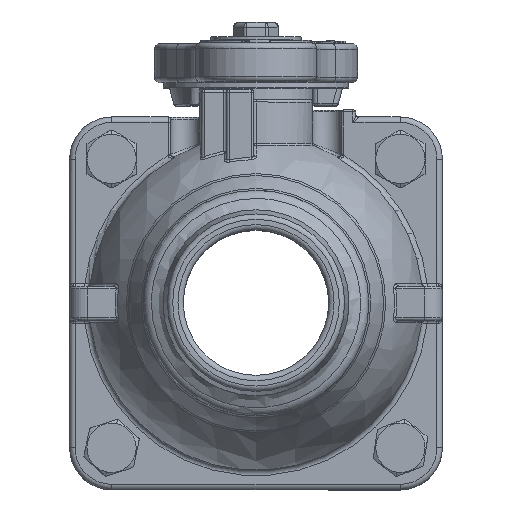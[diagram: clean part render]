
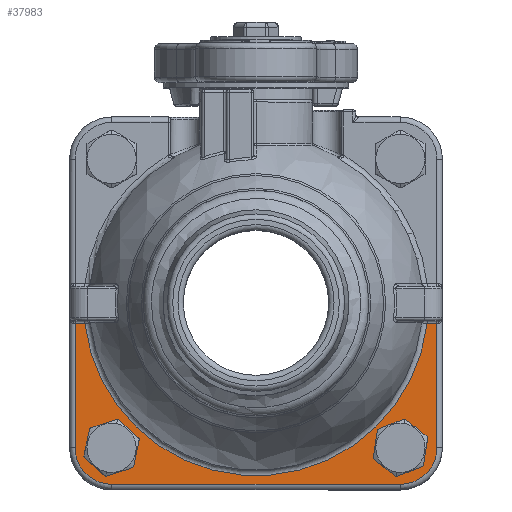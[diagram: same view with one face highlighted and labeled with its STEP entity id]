
A CAD part, top view. The second image highlights one B-rep face of the part: STEP entity #37983.
In plain terms, the highlighted face is planar.
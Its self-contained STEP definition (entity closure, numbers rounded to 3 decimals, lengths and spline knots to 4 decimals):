
#2497=FACE_BOUND('',#5623,.T.);
#2498=FACE_BOUND('',#5624,.T.);
#3313=FACE_OUTER_BOUND('',#5622,.T.);
#5622=EDGE_LOOP('',(#25906,#25907,#25908,#25909,#25910,#25911,#25912,#25913));
#5623=EDGE_LOOP('',(#25914,#25915));
#5624=EDGE_LOOP('',(#25916,#25917));
#8200=CIRCLE('',#41016,1.9085);
#8201=CIRCLE('',#41017,0.408);
#8202=CIRCLE('',#41018,0.408);
#8203=CIRCLE('',#41019,0.22);
#8204=CIRCLE('',#41020,0.22);
#8205=CIRCLE('',#41021,0.22);
#8206=CIRCLE('',#41022,0.22);
#9582=LINE('',#56247,#12620);
#9583=LINE('',#56313,#12621);
#9585=LINE('',#56321,#12623);
#9586=LINE('',#56323,#12624);
#9587=LINE('',#56327,#12625);
#12620=VECTOR('',#44808,0.3937);
#12621=VECTOR('',#44819,0.3937);
#12623=VECTOR('',#44827,0.3937);
#12624=VECTOR('',#44828,0.3937);
#12625=VECTOR('',#44831,0.3937);
#15802=VERTEX_POINT('',#56229);
#15804=VERTEX_POINT('',#56243);
#15809=VERTEX_POINT('',#56312);
#15811=VERTEX_POINT('',#56318);
#15812=VERTEX_POINT('',#56320);
#15813=VERTEX_POINT('',#56322);
#15814=VERTEX_POINT('',#56324);
#15815=VERTEX_POINT('',#56326);
#15816=VERTEX_POINT('',#56329);
#15817=VERTEX_POINT('',#56330);
#15818=VERTEX_POINT('',#56333);
#15819=VERTEX_POINT('',#56334);
#19703=EDGE_CURVE('',#15802,#15804,#9582,.T.);
#19709=EDGE_CURVE('',#15804,#15809,#9583,.T.);
#19712=EDGE_CURVE('',#15811,#15802,#8200,.T.);
#19713=EDGE_CURVE('',#15812,#15811,#9585,.T.);
#19714=EDGE_CURVE('',#15813,#15812,#9586,.T.);
#19715=EDGE_CURVE('',#15814,#15813,#8201,.T.);
#19716=EDGE_CURVE('',#15815,#15814,#9587,.T.);
#19717=EDGE_CURVE('',#15809,#15815,#8202,.T.);
#19718=EDGE_CURVE('',#15816,#15817,#8203,.T.);
#19719=EDGE_CURVE('',#15817,#15816,#8204,.T.);
#19720=EDGE_CURVE('',#15818,#15819,#8205,.T.);
#19721=EDGE_CURVE('',#15819,#15818,#8206,.T.);
#25906=ORIENTED_EDGE('',*,*,#19703,.F.);
#25907=ORIENTED_EDGE('',*,*,#19712,.F.);
#25908=ORIENTED_EDGE('',*,*,#19713,.F.);
#25909=ORIENTED_EDGE('',*,*,#19714,.F.);
#25910=ORIENTED_EDGE('',*,*,#19715,.F.);
#25911=ORIENTED_EDGE('',*,*,#19716,.F.);
#25912=ORIENTED_EDGE('',*,*,#19717,.F.);
#25913=ORIENTED_EDGE('',*,*,#19709,.F.);
#25914=ORIENTED_EDGE('',*,*,#19718,.T.);
#25915=ORIENTED_EDGE('',*,*,#19719,.T.);
#25916=ORIENTED_EDGE('',*,*,#19720,.T.);
#25917=ORIENTED_EDGE('',*,*,#19721,.T.);
#36882=PLANE('',#41015);
#37983=ADVANCED_FACE('',(#3313,#2497,#2498),#36882,.T.);
#41015=AXIS2_PLACEMENT_3D('',#56317,#44823,#44824);
#41016=AXIS2_PLACEMENT_3D('',#56319,#44825,#44826);
#41017=AXIS2_PLACEMENT_3D('',#56325,#44829,#44830);
#41018=AXIS2_PLACEMENT_3D('',#56328,#44832,#44833);
#41019=AXIS2_PLACEMENT_3D('',#56331,#44834,#44835);
#41020=AXIS2_PLACEMENT_3D('',#56332,#44836,#44837);
#41021=AXIS2_PLACEMENT_3D('',#56335,#44838,#44839);
#41022=AXIS2_PLACEMENT_3D('',#56336,#44840,#44841);
#44808=DIRECTION('',(0.,0.,-1.));
#44819=DIRECTION('',(0.,-1.,0.));
#44823=DIRECTION('center_axis',(1.,0.,0.));
#44824=DIRECTION('ref_axis',(0.,0.,-1.));
#44825=DIRECTION('center_axis',(1.,0.,0.));
#44826=DIRECTION('ref_axis',(0.,-1.,0.));
#44827=DIRECTION('',(0.,0.,-1.));
#44828=DIRECTION('',(0.,1.,0.));
#44829=DIRECTION('center_axis',(-1.,0.,0.));
#44830=DIRECTION('ref_axis',(0.,-0.707,0.707));
#44831=DIRECTION('',(0.,0.,1.));
#44832=DIRECTION('center_axis',(-1.,0.,0.));
#44833=DIRECTION('ref_axis',(0.,-0.707,-0.707));
#44834=DIRECTION('center_axis',(-1.,0.,0.));
#44835=DIRECTION('ref_axis',(0.,1.,0.));
#44836=DIRECTION('center_axis',(-1.,0.,0.));
#44837=DIRECTION('ref_axis',(0.,1.,0.));
#44838=DIRECTION('center_axis',(-1.,0.,0.));
#44839=DIRECTION('ref_axis',(0.,1.,0.));
#44840=DIRECTION('center_axis',(-1.,0.,0.));
#44841=DIRECTION('ref_axis',(0.,1.,0.));
#56229=CARTESIAN_POINT('',(0.,-0.22,-1.8958));
#56243=CARTESIAN_POINT('',(0.,-0.22,-2.005));
#56247=CARTESIAN_POINT('',(0.,-0.22,-0.855));
#56312=CARTESIAN_POINT('',(0.,-1.597,-2.005));
#56313=CARTESIAN_POINT('',(0.,0.1812,-2.005));
#56317=CARTESIAN_POINT('Origin',(0.,1.9595,0.));
#56318=CARTESIAN_POINT('',(0.,-0.22,1.8958));
#56319=CARTESIAN_POINT('Origin',(0.,0.,0.));
#56320=CARTESIAN_POINT('',(0.,-0.22,2.005));
#56321=CARTESIAN_POINT('',(0.,-0.22,0.855));
#56322=CARTESIAN_POINT('',(0.,-1.597,2.005));
#56323=CARTESIAN_POINT('',(0.,1.7782,2.005));
#56324=CARTESIAN_POINT('',(0.,-2.005,1.597));
#56325=CARTESIAN_POINT('Origin',(0.,-1.597,1.597));
#56326=CARTESIAN_POINT('',(0.,-2.005,-1.597));
#56327=CARTESIAN_POINT('',(0.,-2.005,0.7985));
#56328=CARTESIAN_POINT('Origin',(0.,-1.597,-1.597));
#56329=CARTESIAN_POINT('',(0.,-1.38,1.6));
#56330=CARTESIAN_POINT('',(0.,-1.82,1.6));
#56331=CARTESIAN_POINT('Origin',(0.,-1.6,1.6));
#56332=CARTESIAN_POINT('Origin',(0.,-1.6,1.6));
#56333=CARTESIAN_POINT('',(0.,-1.38,-1.6));
#56334=CARTESIAN_POINT('',(0.,-1.82,-1.6));
#56335=CARTESIAN_POINT('Origin',(0.,-1.6,-1.6));
#56336=CARTESIAN_POINT('Origin',(0.,-1.6,-1.6));
